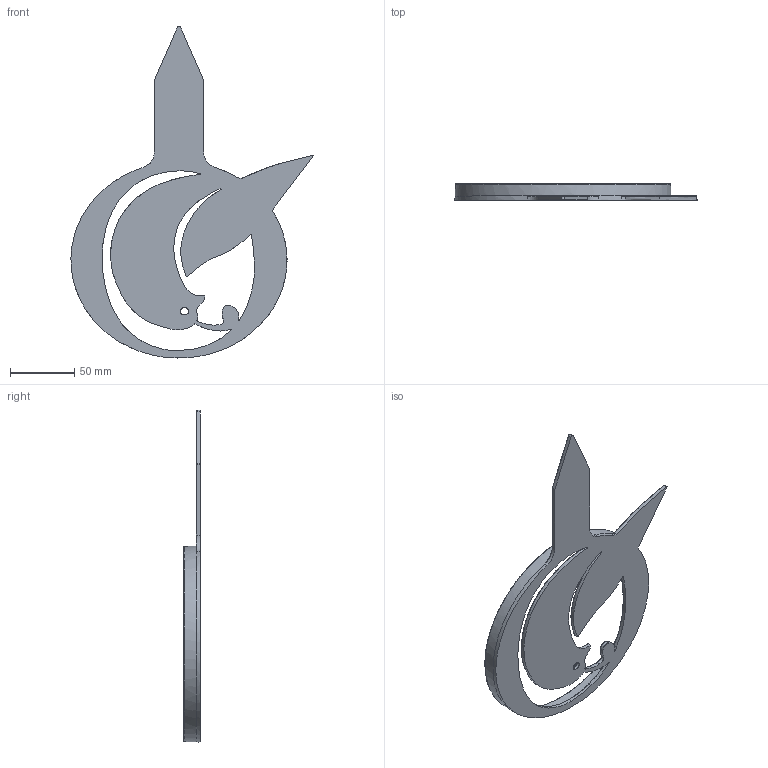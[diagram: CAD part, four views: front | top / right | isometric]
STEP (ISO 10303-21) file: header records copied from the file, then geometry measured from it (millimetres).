
FILE_DESCRIPTION(/* description */ (''),/* implementation_level */ '2;1');
FILE_NAME(/* name */ 'markerb v3.step',/* time_stamp */ '2023-10-04T14:47:02-04:00',/* author */ (''),/* organization */ (''),/* preprocessor_version */ 'ST-DEVELOPER v20',/* originating_system */ 'Autodesk Translation Framework v12.14.0.127',/* authorisation */ '');
FILE_SCHEMA (('AUTOMOTIVE_DESIGN { 1 0 10303 214 3 1 1 }'));
Length unit declared in the file: inch
Products named in the file (1): marker
Bounding box: 187.79 x 12.7 x 257.45 mm (x, y, z)
Volume: 68897.4 mm3; surface area: 52006 mm2
Topology: 1 solids, 1 shells, 147 faces, 366 edges, 221 vertices
Faces by surface type: bspline 128, plane 10, cylinder 8, sphere 1
Entity records: 10569 total; most frequent: CARTESIAN_POINT 7924, ORIENTED_EDGE 730, EDGE_CURVE 365, B_SPLINE_CURVE_WITH_KNOTS 267, VERTEX_POINT 221, DIRECTION 198, EDGE_LOOP 154, FACE_OUTER_BOUND 147
